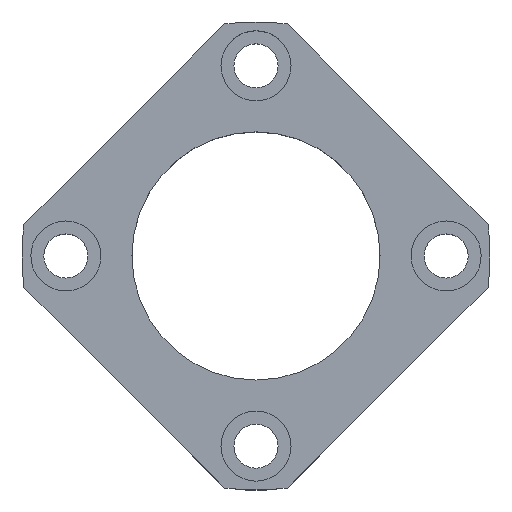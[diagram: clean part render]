
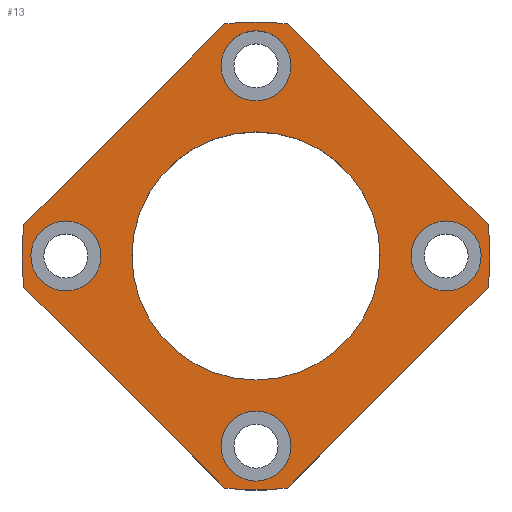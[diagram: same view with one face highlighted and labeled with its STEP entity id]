
A CAD part, top view. The second image highlights one B-rep face of the part: STEP entity #13.
In plain terms, the highlighted planar face has unit normal (0, 0, 1).
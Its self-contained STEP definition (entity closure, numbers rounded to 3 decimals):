
#13 = ADVANCED_FACE ( 'NONE', ( #404, #507, #548, #565, #586, #634 ), #506, .F. ) ;
#15 = CARTESIAN_POINT ( 'NONE',  ( 0., 0., 0. ) ) ;
#16 = EDGE_LOOP ( 'NONE', ( #212 ) ) ;
#21 = VECTOR ( 'NONE', #288, 1000. ) ;
#28 = CARTESIAN_POINT ( 'NONE',  ( -7.781, 57.98, 0. ) ) ;
#30 = ORIENTED_EDGE ( 'NONE', *, *, #341, .F. ) ;
#31 = CIRCLE ( 'NONE', #91, 58.5 ) ;
#34 = ORIENTED_EDGE ( 'NONE', *, *, #401, .T. ) ;
#36 = AXIS2_PLACEMENT_3D ( 'NONE', #210, #129, #45 ) ;
#40 = EDGE_CURVE ( 'NONE', #593, #593, #485, .T. ) ;
#45 = DIRECTION ( 'NONE',  ( 1., 0., 0. ) ) ;
#47 = LINE ( 'NONE', #742, #373 ) ;
#50 = AXIS2_PLACEMENT_3D ( 'NONE', #522, #456, #382 ) ;
#69 = ORIENTED_EDGE ( 'NONE', *, *, #189, .T. ) ;
#91 = AXIS2_PLACEMENT_3D ( 'NONE', #764, #685, #594 ) ;
#98 = VERTEX_POINT ( 'NONE', #760 ) ;
#107 = LINE ( 'NONE', #28, #224 ) ;
#109 = ORIENTED_EDGE ( 'NONE', *, *, #116, .T. ) ;
#112 = CARTESIAN_POINT ( 'NONE',  ( -57.98, -7.781, 0. ) ) ;
#116 = EDGE_CURVE ( 'NONE', #569, #207, #47, .T. ) ;
#129 = DIRECTION ( 'NONE',  ( 0., 0., 1. ) ) ;
#133 = ORIENTED_EDGE ( 'NONE', *, *, #530, .F. ) ;
#144 = DIRECTION ( 'NONE',  ( 0., -1., 0. ) ) ;
#152 = DIRECTION ( 'NONE',  ( 0.707, 0.707, 0. ) ) ;
#160 = DIRECTION ( 'NONE',  ( 1., 0., 0. ) ) ;
#164 = VERTEX_POINT ( 'NONE', #408 ) ;
#189 = EDGE_CURVE ( 'NONE', #207, #436, #215, .T. ) ;
#200 = EDGE_CURVE ( 'NONE', #164, #252, #31, .T. ) ;
#207 = VERTEX_POINT ( 'NONE', #448 ) ;
#208 = CARTESIAN_POINT ( 'NONE',  ( 57.98, 7.781, 0. ) ) ;
#210 = CARTESIAN_POINT ( 'NONE',  ( 47.5, 0., 0. ) ) ;
#212 = ORIENTED_EDGE ( 'NONE', *, *, #40, .F. ) ;
#213 = AXIS2_PLACEMENT_3D ( 'NONE', #299, #221, #144 ) ;
#215 = CIRCLE ( 'NONE', #253, 58.5 ) ;
#221 = DIRECTION ( 'NONE',  ( 0., 0., 1. ) ) ;
#224 = VECTOR ( 'NONE', #723, 1000. ) ;
#228 = CARTESIAN_POINT ( 'NONE',  ( 57.98, -7.781, 0. ) ) ;
#232 = EDGE_LOOP ( 'NONE', ( #30 ) ) ;
#234 = DIRECTION ( 'NONE',  ( 0., 0., 1. ) ) ;
#235 = CIRCLE ( 'NONE', #387, 58.5 ) ;
#236 = ORIENTED_EDGE ( 'NONE', *, *, #648, .T. ) ;
#252 = VERTEX_POINT ( 'NONE', #112 ) ;
#253 = AXIS2_PLACEMENT_3D ( 'NONE', #15, #704, #612 ) ;
#254 = ORIENTED_EDGE ( 'NONE', *, *, #347, .F. ) ;
#273 = VERTEX_POINT ( 'NONE', #287 ) ;
#284 = DIRECTION ( 'NONE',  ( 0., 1., 0. ) ) ;
#287 = CARTESIAN_POINT ( 'NONE',  ( 8.75, 47.5, 0. ) ) ;
#288 = DIRECTION ( 'NONE',  ( 0.707, -0.707, 0. ) ) ;
#290 = ORIENTED_EDGE ( 'NONE', *, *, #722, .T. ) ;
#292 = AXIS2_PLACEMENT_3D ( 'NONE', #598, #516, #453 ) ;
#299 = CARTESIAN_POINT ( 'NONE',  ( 0., 0., 0. ) ) ;
#309 = LINE ( 'NONE', #228, #733 ) ;
#315 = EDGE_LOOP ( 'NONE', ( #133 ) ) ;
#317 = CARTESIAN_POINT ( 'NONE',  ( 0., 0., 0. ) ) ;
#333 = CIRCLE ( 'NONE', #292, 8.75 ) ;
#337 = AXIS2_PLACEMENT_3D ( 'NONE', #656, #564, #489 ) ;
#341 = EDGE_CURVE ( 'NONE', #525, #525, #614, .T. ) ;
#343 = DIRECTION ( 'NONE',  ( 0., -1., 0. ) ) ;
#347 = EDGE_CURVE ( 'NONE', #545, #545, #333, .T. ) ;
#370 = DIRECTION ( 'NONE',  ( 0., 0., -1. ) ) ;
#371 = CARTESIAN_POINT ( 'NONE',  ( -57.98, -7.781, 0. ) ) ;
#373 = VECTOR ( 'NONE', #660, 1000. ) ;
#382 = DIRECTION ( 'NONE',  ( 1., 0., 0. ) ) ;
#387 = AXIS2_PLACEMENT_3D ( 'NONE', #484, #420, #343 ) ;
#401 = EDGE_CURVE ( 'NONE', #709, #98, #495, .T. ) ;
#404 = FACE_BOUND ( 'NONE', #16, .T. ) ;
#408 = CARTESIAN_POINT ( 'NONE',  ( -57.98, 7.781, 0. ) ) ;
#412 = VERTEX_POINT ( 'NONE', #417 ) ;
#417 = CARTESIAN_POINT ( 'NONE',  ( 56.25, 0., 0. ) ) ;
#420 = DIRECTION ( 'NONE',  ( 0., 0., 1. ) ) ;
#436 = VERTEX_POINT ( 'NONE', #558 ) ;
#439 = EDGE_CURVE ( 'NONE', #763, #569, #235, .T. ) ;
#443 = CARTESIAN_POINT ( 'NONE',  ( 0., 58.5, 0. ) ) ;
#444 = LINE ( 'NONE', #371, #21 ) ;
#448 = CARTESIAN_POINT ( 'NONE',  ( 7.781, 57.98, 0. ) ) ;
#453 = DIRECTION ( 'NONE',  ( 1., 0., 0. ) ) ;
#456 = DIRECTION ( 'NONE',  ( 0., 0., 1. ) ) ;
#464 = EDGE_LOOP ( 'NONE', ( #475 ) ) ;
#475 = ORIENTED_EDGE ( 'NONE', *, *, #696, .F. ) ;
#484 = CARTESIAN_POINT ( 'NONE',  ( 0., 0., 0. ) ) ;
#485 = CIRCLE ( 'NONE', #337, 8.75 ) ;
#489 = DIRECTION ( 'NONE',  ( 1., 0., 0. ) ) ;
#495 = CIRCLE ( 'NONE', #213, 58.5 ) ;
#506 = PLANE ( 'NONE',  #527 ) ;
#507 = FACE_BOUND ( 'NONE', #613, .T. ) ;
#516 = DIRECTION ( 'NONE',  ( 0., 0., 1. ) ) ;
#522 = CARTESIAN_POINT ( 'NONE',  ( 0., 47.5, 0. ) ) ;
#525 = VERTEX_POINT ( 'NONE', #600 ) ;
#527 = AXIS2_PLACEMENT_3D ( 'NONE', #443, #370, #284 ) ;
#530 = EDGE_CURVE ( 'NONE', #273, #273, #633, .T. ) ;
#545 = VERTEX_POINT ( 'NONE', #616 ) ;
#548 = FACE_BOUND ( 'NONE', #464, .T. ) ;
#558 = CARTESIAN_POINT ( 'NONE',  ( -7.781, 57.98, 0. ) ) ;
#559 = ORIENTED_EDGE ( 'NONE', *, *, #439, .T. ) ;
#564 = DIRECTION ( 'NONE',  ( 0., 0., 1. ) ) ;
#565 = FACE_BOUND ( 'NONE', #315, .T. ) ;
#569 = VERTEX_POINT ( 'NONE', #208 ) ;
#586 = FACE_BOUND ( 'NONE', #232, .T. ) ;
#590 = AXIS2_PLACEMENT_3D ( 'NONE', #317, #234, #160 ) ;
#593 = VERTEX_POINT ( 'NONE', #596 ) ;
#594 = DIRECTION ( 'NONE',  ( 0., -1., 0. ) ) ;
#596 = CARTESIAN_POINT ( 'NONE',  ( -38.75, 0., 0. ) ) ;
#598 = CARTESIAN_POINT ( 'NONE',  ( 0., -47.5, 0. ) ) ;
#600 = CARTESIAN_POINT ( 'NONE',  ( 31., 0., 0. ) ) ;
#604 = CIRCLE ( 'NONE', #36, 8.75 ) ;
#612 = DIRECTION ( 'NONE',  ( 0., -1., 0. ) ) ;
#613 = EDGE_LOOP ( 'NONE', ( #254 ) ) ;
#614 = CIRCLE ( 'NONE', #590, 31. ) ;
#616 = CARTESIAN_POINT ( 'NONE',  ( 8.75, -47.5, 0. ) ) ;
#633 = CIRCLE ( 'NONE', #50, 8.75 ) ;
#634 = FACE_OUTER_BOUND ( 'NONE', #766, .T. ) ;
#648 = EDGE_CURVE ( 'NONE', #98, #763, #309, .T. ) ;
#656 = CARTESIAN_POINT ( 'NONE',  ( -47.5, 0., 0. ) ) ;
#660 = DIRECTION ( 'NONE',  ( -0.707, 0.707, 0. ) ) ;
#664 = EDGE_CURVE ( 'NONE', #252, #709, #444, .T. ) ;
#669 = ORIENTED_EDGE ( 'NONE', *, *, #200, .T. ) ;
#672 = CARTESIAN_POINT ( 'NONE',  ( 57.98, -7.781, 0. ) ) ;
#685 = DIRECTION ( 'NONE',  ( 0., 0., 1. ) ) ;
#696 = EDGE_CURVE ( 'NONE', #412, #412, #604, .T. ) ;
#704 = DIRECTION ( 'NONE',  ( 0., 0., 1. ) ) ;
#709 = VERTEX_POINT ( 'NONE', #741 ) ;
#722 = EDGE_CURVE ( 'NONE', #436, #164, #107, .T. ) ;
#723 = DIRECTION ( 'NONE',  ( -0.707, -0.707, 0. ) ) ;
#726 = ORIENTED_EDGE ( 'NONE', *, *, #664, .T. ) ;
#733 = VECTOR ( 'NONE', #152, 1000. ) ;
#741 = CARTESIAN_POINT ( 'NONE',  ( -7.781, -57.98, 0. ) ) ;
#742 = CARTESIAN_POINT ( 'NONE',  ( 7.781, 57.98, 0. ) ) ;
#760 = CARTESIAN_POINT ( 'NONE',  ( 7.781, -57.98, 0. ) ) ;
#763 = VERTEX_POINT ( 'NONE', #672 ) ;
#764 = CARTESIAN_POINT ( 'NONE',  ( 0., 0., 0. ) ) ;
#766 = EDGE_LOOP ( 'NONE', ( #109, #69, #290, #669, #726, #34, #236, #559 ) ) ;
